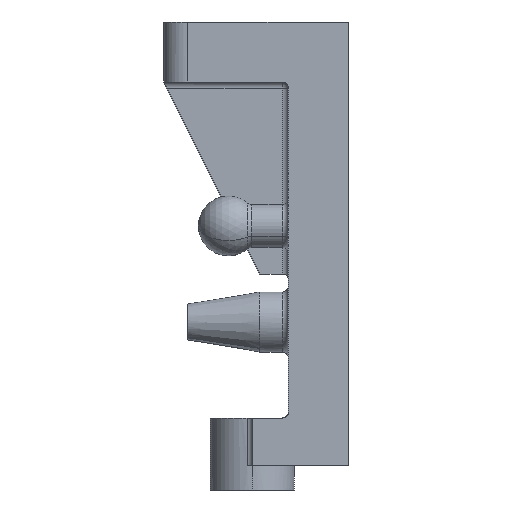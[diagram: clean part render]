
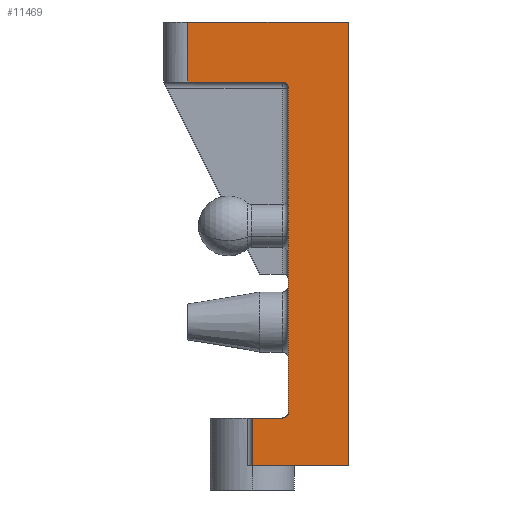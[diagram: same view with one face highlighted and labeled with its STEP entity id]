
A CAD part, left-side view. The second image highlights one B-rep face of the part: STEP entity #11469.
In plain terms, the highlighted planar face has unit normal (-1, 0, 0).
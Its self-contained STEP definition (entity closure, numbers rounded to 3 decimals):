
#4693=CARTESIAN_POINT('',(-152.4,31.75,-206.375));
#4694=VERTEX_POINT('',#4693);
#4695=CARTESIAN_POINT('',(-152.4,31.75,-34.925));
#4696=VERTEX_POINT('',#4695);
#4697=CARTESIAN_POINT('',(-152.4,31.75,-206.375));
#4698=CARTESIAN_POINT('',(-152.4,31.75,-149.225));
#4699=CARTESIAN_POINT('',(-152.4,31.75,-92.075));
#4700=CARTESIAN_POINT('',(-152.4,31.75,-34.925));
#4701=B_SPLINE_CURVE_WITH_KNOTS('',3,(#4697,#4698,#4699,#4700),.UNSPECIFIED.,.F.,.F.,(4,4),(0.003,0.175),.UNSPECIFIED.);
#4702=EDGE_CURVE('',#4694,#4696,#4701,.T.);
#7657=CARTESIAN_POINT('',(-152.4,85.09,0.));
#7658=VERTEX_POINT('',#7657);
#7687=CARTESIAN_POINT('',(-152.4,0.,0.0));
#7688=VERTEX_POINT('',#7687);
#7689=CARTESIAN_POINT('',(-152.4,85.09,0.0));
#7690=CARTESIAN_POINT('',(-152.4,56.727,0.0));
#7691=CARTESIAN_POINT('',(-152.4,28.363,0.0));
#7692=CARTESIAN_POINT('',(-152.4,0.,0.0));
#7693=B_SPLINE_CURVE_WITH_KNOTS('',3,(#7689,#7690,#7691,#7692),.UNSPECIFIED.,.F.,.F.,(4,4),(0.013,0.098),.UNSPECIFIED.);
#7694=EDGE_CURVE('',#7658,#7688,#7693,.T.);
#7865=CARTESIAN_POINT('',(-152.4,0.0,-234.95));
#7866=VERTEX_POINT('',#7865);
#7867=CARTESIAN_POINT('',(-152.4,0.0,0.0));
#7868=CARTESIAN_POINT('',(-152.4,0.0,-78.317));
#7869=CARTESIAN_POINT('',(-152.4,0.0,-156.633));
#7870=CARTESIAN_POINT('',(-152.4,0.0,-234.95));
#7871=B_SPLINE_CURVE_WITH_KNOTS('',3,(#7867,#7868,#7869,#7870),.UNSPECIFIED.,.F.,.F.,(4,4),(0.0,0.235),.UNSPECIFIED.);
#7872=EDGE_CURVE('',#7688,#7866,#7871,.T.);
#8138=CARTESIAN_POINT('',(-152.4,50.8,-234.95));
#8139=VERTEX_POINT('',#8138);
#8149=CARTESIAN_POINT('',(-152.4,50.8,-209.55));
#8150=VERTEX_POINT('',#8149);
#8151=CARTESIAN_POINT('',(-152.4,50.8,-234.95));
#8152=CARTESIAN_POINT('',(-152.4,50.8,-226.483));
#8153=CARTESIAN_POINT('',(-152.4,50.8,-218.017));
#8154=CARTESIAN_POINT('',(-152.4,50.8,-209.55));
#8155=B_SPLINE_CURVE_WITH_KNOTS('',3,(#8151,#8152,#8153,#8154),.UNSPECIFIED.,.F.,.F.,(4,4),(0.,0.025),.UNSPECIFIED.);
#8156=EDGE_CURVE('',#8139,#8150,#8155,.T.);
#11337=CARTESIAN_POINT('',(-152.4,34.925,-31.75));
#11338=VERTEX_POINT('',#11337);
#11346=CARTESIAN_POINT('',(-152.4,85.09,-31.75));
#11347=VERTEX_POINT('',#11346);
#11348=CARTESIAN_POINT('',(-152.4,34.925,-31.75));
#11349=CARTESIAN_POINT('',(-152.4,51.647,-31.75));
#11350=CARTESIAN_POINT('',(-152.4,68.368,-31.75));
#11351=CARTESIAN_POINT('',(-152.4,85.09,-31.75));
#11352=B_SPLINE_CURVE_WITH_KNOTS('',3,(#11348,#11349,#11350,#11351),.UNSPECIFIED.,.F.,.F.,(4,4),(0.003,0.053),.UNSPECIFIED.);
#11353=EDGE_CURVE('',#11338,#11347,#11352,.T.);
#11398=CARTESIAN_POINT('',(-152.4,85.09,-31.75));
#11399=CARTESIAN_POINT('',(-152.4,85.09,-21.167));
#11400=CARTESIAN_POINT('',(-152.4,85.09,-10.583));
#11401=CARTESIAN_POINT('',(-152.4,85.09,0.));
#11402=B_SPLINE_CURVE_WITH_KNOTS('',3,(#11398,#11399,#11400,#11401),.UNSPECIFIED.,.F.,.F.,(4,4),(0.086,0.117),.UNSPECIFIED.);
#11403=EDGE_CURVE('',#11347,#7658,#11402,.T.);
#11408=CARTESIAN_POINT('',(-152.4,0.0,0.0));
#11409=DIRECTION('',(1.0,0.0,0.0));
#11410=DIRECTION('',(0.0,1.0,0.0));
#11411=AXIS2_PLACEMENT_3D('',#11408,#11409,#11410);
#11412=PLANE('',#11411);
#11413=ORIENTED_EDGE('',*,*,#7694,.T.);
#11414=ORIENTED_EDGE('',*,*,#7872,.T.);
#11415=CARTESIAN_POINT('',(-152.4,0.0,-234.95));
#11416=CARTESIAN_POINT('',(-152.4,16.933,-234.95));
#11417=CARTESIAN_POINT('',(-152.4,33.867,-234.95));
#11418=CARTESIAN_POINT('',(-152.4,50.8,-234.95));
#11419=B_SPLINE_CURVE_WITH_KNOTS('',3,(#11415,#11416,#11417,#11418),.UNSPECIFIED.,.F.,.F.,(4,4),(0.0,0.051),.UNSPECIFIED.);
#11420=EDGE_CURVE('',#7866,#8139,#11419,.T.);
#11421=ORIENTED_EDGE('',*,*,#11420,.T.);
#11422=ORIENTED_EDGE('',*,*,#8156,.T.);
#11423=CARTESIAN_POINT('',(-152.4,34.925,-209.55));
#11424=VERTEX_POINT('',#11423);
#11425=CARTESIAN_POINT('',(-152.4,50.8,-209.55));
#11426=CARTESIAN_POINT('',(-152.4,45.508,-209.55));
#11427=CARTESIAN_POINT('',(-152.4,40.217,-209.55));
#11428=CARTESIAN_POINT('',(-152.4,34.925,-209.55));
#11429=B_SPLINE_CURVE_WITH_KNOTS('',3,(#11425,#11426,#11427,#11428),.UNSPECIFIED.,.F.,.F.,(4,4),(-0.01,0.006),.UNSPECIFIED.);
#11430=EDGE_CURVE('',#8150,#11424,#11429,.T.);
#11431=ORIENTED_EDGE('',*,*,#11430,.T.);
#11432=CARTESIAN_POINT('',(-152.4,31.75,-206.375));
#11433=CARTESIAN_POINT('',(-152.4,31.75,-206.791));
#11434=CARTESIAN_POINT('',(-152.4,31.833,-207.206));
#11435=CARTESIAN_POINT('',(-152.4,31.992,-207.59));
#11436=CARTESIAN_POINT('',(-152.4,32.151,-207.974));
#11437=CARTESIAN_POINT('',(-152.4,32.386,-208.326));
#11438=CARTESIAN_POINT('',(-152.4,32.68,-208.62));
#11439=CARTESIAN_POINT('',(-152.4,32.974,-208.914));
#11440=CARTESIAN_POINT('',(-152.4,33.326,-209.149));
#11441=CARTESIAN_POINT('',(-152.4,33.71,-209.308));
#11442=CARTESIAN_POINT('',(-152.4,34.094,-209.467));
#11443=CARTESIAN_POINT('',(-152.4,34.509,-209.55));
#11444=CARTESIAN_POINT('',(-152.4,34.925,-209.55));
#11445=B_SPLINE_CURVE_WITH_KNOTS('',3,(#11432,#11433,#11434,#11435,#11436,#11437,#11438,#11439,#11440,#11441,#11442,#11443,#11444),.UNSPECIFIED.,.F.,.F.,(4,3,3,3,4),(0.01,0.011,0.012,0.014,0.015),.UNSPECIFIED.);
#11446=EDGE_CURVE('',#4694,#11424,#11445,.T.);
#11447=ORIENTED_EDGE('',*,*,#11446,.F.);
#11448=ORIENTED_EDGE('',*,*,#4702,.T.);
#11449=CARTESIAN_POINT('',(-152.4,34.925,-31.75));
#11450=CARTESIAN_POINT('',(-152.4,34.509,-31.75));
#11451=CARTESIAN_POINT('',(-152.4,34.094,-31.833));
#11452=CARTESIAN_POINT('',(-152.4,33.71,-31.992));
#11453=CARTESIAN_POINT('',(-152.4,33.326,-32.151));
#11454=CARTESIAN_POINT('',(-152.4,32.974,-32.386));
#11455=CARTESIAN_POINT('',(-152.4,32.68,-32.68));
#11456=CARTESIAN_POINT('',(-152.4,32.386,-32.974));
#11457=CARTESIAN_POINT('',(-152.4,32.151,-33.326));
#11458=CARTESIAN_POINT('',(-152.4,31.992,-33.71));
#11459=CARTESIAN_POINT('',(-152.4,31.833,-34.094));
#11460=CARTESIAN_POINT('',(-152.4,31.75,-34.509));
#11461=CARTESIAN_POINT('',(-152.4,31.75,-34.925));
#11462=B_SPLINE_CURVE_WITH_KNOTS('',3,(#11449,#11450,#11451,#11452,#11453,#11454,#11455,#11456,#11457,#11458,#11459,#11460,#11461),.UNSPECIFIED.,.F.,.F.,(4,3,3,3,4),(0.005,0.006,0.007,0.009,0.01),.UNSPECIFIED.);
#11463=EDGE_CURVE('',#11338,#4696,#11462,.T.);
#11464=ORIENTED_EDGE('',*,*,#11463,.F.);
#11465=ORIENTED_EDGE('',*,*,#11353,.T.);
#11466=ORIENTED_EDGE('',*,*,#11403,.T.);
#11467=EDGE_LOOP('',(#11413,#11414,#11421,#11422,#11431,#11447,#11448,#11464,#11465,#11466));
#11468=FACE_BOUND('',#11467,.F.);
#11469=ADVANCED_FACE('',(#11468),#11412,.F.);
